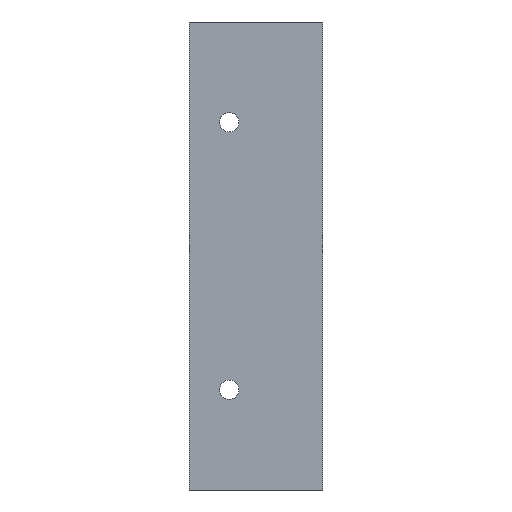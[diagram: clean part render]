
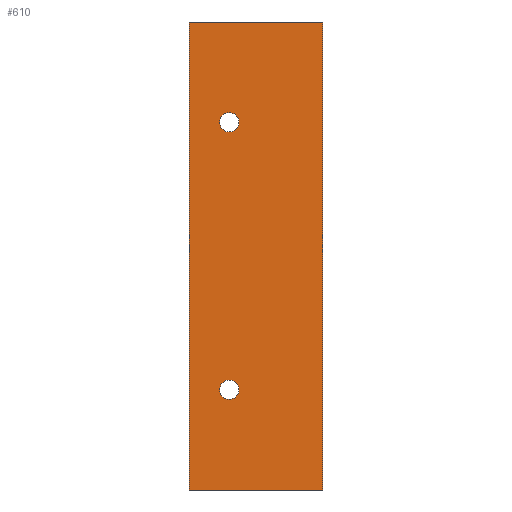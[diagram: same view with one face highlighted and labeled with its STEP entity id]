
A CAD part, left-side view. The second image highlights one B-rep face of the part: STEP entity #610.
In plain terms, the highlighted planar face has unit normal (-1, 0, 0).
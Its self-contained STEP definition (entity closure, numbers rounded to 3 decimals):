
#166 = EDGE_CURVE('',#167,#169,#171,.T.);
#167 = VERTEX_POINT('',#168);
#168 = CARTESIAN_POINT('',(-96.25,12.,-35.));
#169 = VERTEX_POINT('',#170);
#170 = CARTESIAN_POINT('',(-96.25,-8.,-35.));
#171 = LINE('',#172,#173);
#172 = CARTESIAN_POINT('',(-96.25,0.,-35.));
#173 = VECTOR('',#174,1.);
#174 = DIRECTION('',(0.,-1.,0.));
#280 = VERTEX_POINT('',#281);
#281 = CARTESIAN_POINT('',(-96.25,12.,35.));
#287 = EDGE_CURVE('',#280,#288,#290,.T.);
#288 = VERTEX_POINT('',#289);
#289 = CARTESIAN_POINT('',(-96.25,-8.,35.));
#290 = LINE('',#291,#292);
#291 = CARTESIAN_POINT('',(-96.25,0.,35.));
#292 = VECTOR('',#293,1.);
#293 = DIRECTION('',(0.,-1.,0.));
#310 = EDGE_CURVE('',#288,#169,#311,.T.);
#311 = LINE('',#312,#313);
#312 = CARTESIAN_POINT('',(-96.25,-8.,35.));
#313 = VECTOR('',#314,1.);
#314 = DIRECTION('',(0.,0.,-1.));
#610 = ADVANCED_FACE('',(#611,#622,#633),#644,.T.);
#611 = FACE_BOUND('',#612,.T.);
#612 = EDGE_LOOP('',(#613,#614,#620,#621));
#613 = ORIENTED_EDGE('',*,*,#287,.F.);
#614 = ORIENTED_EDGE('',*,*,#615,.F.);
#615 = EDGE_CURVE('',#167,#280,#616,.T.);
#616 = LINE('',#617,#618);
#617 = CARTESIAN_POINT('',(-96.25,12.,-35.));
#618 = VECTOR('',#619,1.);
#619 = DIRECTION('',(0.,0.,1.));
#620 = ORIENTED_EDGE('',*,*,#166,.T.);
#621 = ORIENTED_EDGE('',*,*,#310,.F.);
#622 = FACE_BOUND('',#623,.T.);
#623 = EDGE_LOOP('',(#624));
#624 = ORIENTED_EDGE('',*,*,#625,.F.);
#625 = EDGE_CURVE('',#626,#626,#628,.T.);
#626 = VERTEX_POINT('',#627);
#627 = CARTESIAN_POINT('',(-96.25,7.45,20.));
#628 = CIRCLE('',#629,1.45);
#629 = AXIS2_PLACEMENT_3D('',#630,#631,#632);
#630 = CARTESIAN_POINT('',(-96.25,6.,20.));
#631 = DIRECTION('',(-1.,0.,0.));
#632 = DIRECTION('',(0.,1.,0.));
#633 = FACE_BOUND('',#634,.T.);
#634 = EDGE_LOOP('',(#635));
#635 = ORIENTED_EDGE('',*,*,#636,.F.);
#636 = EDGE_CURVE('',#637,#637,#639,.T.);
#637 = VERTEX_POINT('',#638);
#638 = CARTESIAN_POINT('',(-96.25,7.45,-20.));
#639 = CIRCLE('',#640,1.45);
#640 = AXIS2_PLACEMENT_3D('',#641,#642,#643);
#641 = CARTESIAN_POINT('',(-96.25,6.,-20.));
#642 = DIRECTION('',(-1.,0.,0.));
#643 = DIRECTION('',(0.,1.,0.));
#644 = PLANE('',#645);
#645 = AXIS2_PLACEMENT_3D('',#646,#647,#648);
#646 = CARTESIAN_POINT('',(-96.25,2.,0.));
#647 = DIRECTION('',(-1.,0.,0.));
#648 = DIRECTION('',(0.,1.,0.));
